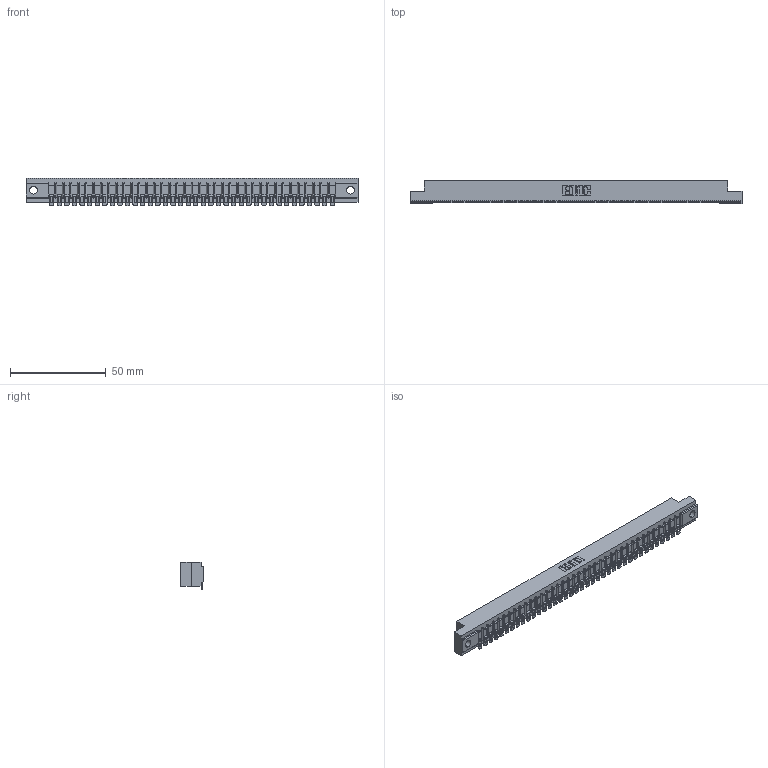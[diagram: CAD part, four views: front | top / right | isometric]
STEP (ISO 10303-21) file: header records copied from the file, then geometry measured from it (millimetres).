
FILE_DESCRIPTION (( 'STEP AP203' ), '1' );
FILE_NAME ('307-038-454-102.STEP', '2020-09-29T06:34:33', ( '' ), ( '' ), 'SwSTEP 2.0', 'SolidWorks 2020', '' );
FILE_SCHEMA (( 'CONFIG_CONTROL_DESIGN' ));
Length unit declared in the file: inch
Products named in the file (3): 307-290-002_554; 307-038-454-102; 307 Part_.128 Dia Mounting Holes
Assembly tree (39 placements, depth 2):
  307-038-454-102
    307 Part_.128 Dia Mounting Holes
    307-290-002_554  x38
Bounding box: 173.58 x 12.01 x 14.52 mm (x, y, z)
Volume: 18471.6 mm3; surface area: 23087.6 mm2
Topology: 39 solids, 39 shells, 3235 faces, 9937 edges, 6518 vertices
Faces by surface type: plane 1818, cylinder 1339, sphere 78
Entity records: 34037 total; most frequent: CARTESIAN_POINT 5742, ORIENTED_EDGE 5732, DIRECTION 5586, EDGE_CURVE 2866, LINE 2186, VECTOR 2186, VERTEX_POINT 1856, AXIS2_PLACEMENT_3D 1700
